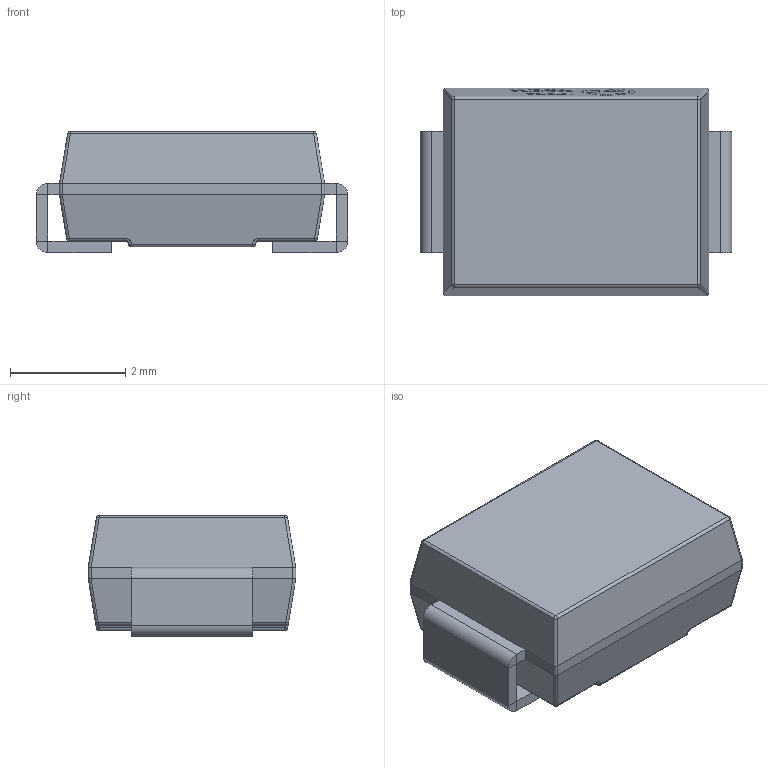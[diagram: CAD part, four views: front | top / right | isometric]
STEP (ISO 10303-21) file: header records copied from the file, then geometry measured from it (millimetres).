
FILE_DESCRIPTION (( 'STEP AP214' ), '1' );
FILE_NAME ('SMB_L4.6-W3.6-LS5.3-BI.step', '2022-07-05T10:55:30', ( '' ), ( '' ), 'SwSTEP 2.0', 'SolidWorks 2020', '' );
FILE_SCHEMA (( 'AUTOMOTIVE_DESIGN' ));
Length unit declared in the file: millimetre
Products named in the file (1): SMB_L4.6-W3.6-LS5.3-BI
Bounding box: 5.4 x 3.6 x 2.1 mm (x, y, z)
Volume: 32.3 mm3; surface area: 75.5 mm2
Topology: 1 solids, 1 shells, 324 faces, 837 edges, 530 vertices
Faces by surface type: plane 178, bspline 102, cylinder 32, sphere 12
Entity records: 13843 total; most frequent: CARTESIAN_POINT 3138, ORIENTED_EDGE 1674, DIRECTION 1099, EDGE_CURVE 837, LINE 557, VECTOR 557, VERTEX_POINT 530, EDGE_LOOP 343
